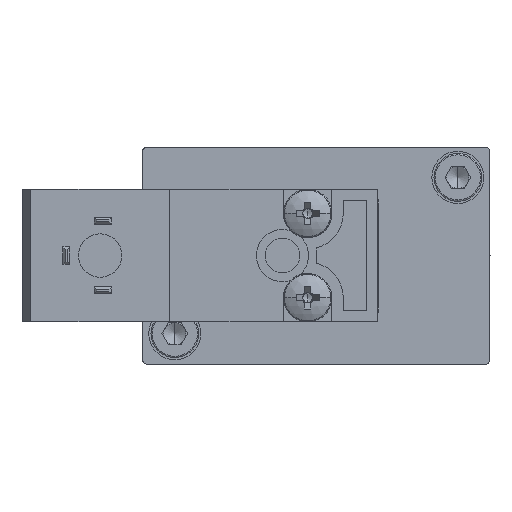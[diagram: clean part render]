
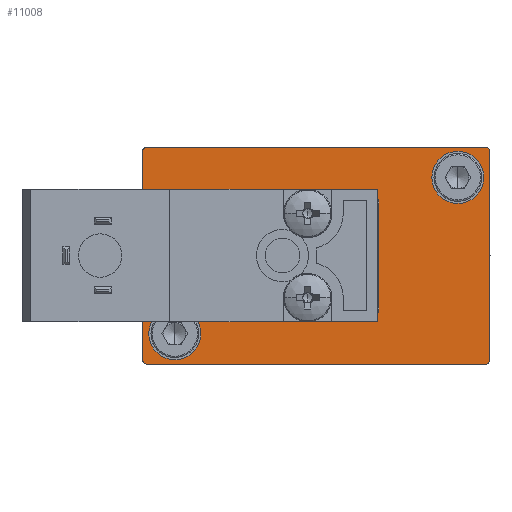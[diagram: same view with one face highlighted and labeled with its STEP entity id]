
A CAD part, left-side view. The second image highlights one B-rep face of the part: STEP entity #11008.
In plain terms, the highlighted planar face has unit normal (-1, 0, 0).
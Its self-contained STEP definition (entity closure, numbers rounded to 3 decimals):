
#61 = AXIS2_PLACEMENT_3D ( 'NONE', #5849, #9292, #18810 ) ;
#193 = CARTESIAN_POINT ( 'NONE',  ( -40.4, 39.5, 25. ) ) ;
#512 = ORIENTED_EDGE ( 'NONE', *, *, #18170, .T. ) ;
#618 = AXIS2_PLACEMENT_3D ( 'NONE', #20226, #10427, #12029 ) ;
#912 = EDGE_CURVE ( 'NONE', #18902, #2227, #16253, .T. ) ;
#922 = LINE ( 'NONE', #20294, #13302 ) ;
#941 = VECTOR ( 'NONE', #1868, 1000. ) ;
#1204 = CARTESIAN_POINT ( 'NONE',  ( -40.4, 0.5, 0. ) ) ;
#1312 = ORIENTED_EDGE ( 'NONE', *, *, #5770, .F. ) ;
#1515 = ORIENTED_EDGE ( 'NONE', *, *, #18713, .F. ) ;
#1694 = CIRCLE ( 'NONE', #13734, 0.5 ) ;
#1868 = DIRECTION ( 'NONE',  ( 0., -1., 0. ) ) ;
#1889 = DIRECTION ( 'NONE',  ( 0., 0., 1. ) ) ;
#2159 = CARTESIAN_POINT ( 'NONE',  ( -40.4, 23.5, 12.5 ) ) ;
#2227 = VERTEX_POINT ( 'NONE', #15052 ) ;
#2306 = EDGE_LOOP ( 'NONE', ( #7255, #16156, #10540, #14043, #1515, #12544, #14583, #512, #9592, #4716, #7532, #15096 ) ) ;
#2621 = CARTESIAN_POINT ( 'NONE',  ( -40.4, 3.7, 21.5 ) ) ;
#2636 = LINE ( 'NONE', #6578, #4673 ) ;
#2856 = EDGE_CURVE ( 'NONE', #12273, #6482, #8009, .T. ) ;
#3236 = CARTESIAN_POINT ( 'NONE',  ( -40.4, 0., 0. ) ) ;
#3245 = DIRECTION ( 'NONE',  ( 0., 0., -1. ) ) ;
#3380 = CARTESIAN_POINT ( 'NONE',  ( -40.4, 0., 0. ) ) ;
#3422 = ORIENTED_EDGE ( 'NONE', *, *, #912, .F. ) ;
#3524 = VERTEX_POINT ( 'NONE', #11332 ) ;
#3619 = DIRECTION ( 'NONE',  ( -1., 0., 0. ) ) ;
#3952 = EDGE_CURVE ( 'NONE', #3524, #14103, #2636, .T. ) ;
#4013 = CARTESIAN_POINT ( 'NONE',  ( -40.4, 40., 11.5 ) ) ;
#4044 = CARTESIAN_POINT ( 'NONE',  ( -40.4, 3.7, 24.5 ) ) ;
#4339 = FACE_OUTER_BOUND ( 'NONE', #2306, .T. ) ;
#4386 = CARTESIAN_POINT ( 'NONE',  ( -40.4, 0.5, 24.5 ) ) ;
#4673 = VECTOR ( 'NONE', #14675, 1000. ) ;
#4716 = ORIENTED_EDGE ( 'NONE', *, *, #6759, .F. ) ;
#4773 = LINE ( 'NONE', #18161, #941 ) ;
#4840 = VERTEX_POINT ( 'NONE', #9202 ) ;
#4898 = CARTESIAN_POINT ( 'NONE',  ( -40.4, 36.3, 3.5 ) ) ;
#4928 = DIRECTION ( 'NONE',  ( 0., 0., -1. ) ) ;
#5148 = CARTESIAN_POINT ( 'NONE',  ( -40.4, 40., 24.5 ) ) ;
#5186 = DIRECTION ( 'NONE',  ( 0., 0., -1. ) ) ;
#5431 = DIRECTION ( 'NONE',  ( 0., 0., -1. ) ) ;
#5770 = EDGE_CURVE ( 'NONE', #20274, #20649, #6083, .T. ) ;
#5849 = CARTESIAN_POINT ( 'NONE',  ( -40.4, 39.5, 0.5 ) ) ;
#6083 = CIRCLE ( 'NONE', #618, 3. ) ;
#6087 = VERTEX_POINT ( 'NONE', #1204 ) ;
#6161 = DIRECTION ( 'NONE',  ( 0., 0., -1. ) ) ;
#6438 = EDGE_CURVE ( 'NONE', #16723, #16888, #12805, .T. ) ;
#6482 = VERTEX_POINT ( 'NONE', #15773 ) ;
#6578 = CARTESIAN_POINT ( 'NONE',  ( -40.4, 40., 0. ) ) ;
#6584 = VERTEX_POINT ( 'NONE', #16861 ) ;
#6662 = DIRECTION ( 'NONE',  ( 0., 0., -1. ) ) ;
#6665 = DIRECTION ( 'NONE',  ( -1., 0., 0. ) ) ;
#6759 = EDGE_CURVE ( 'NONE', #7408, #3524, #922, .T. ) ;
#7031 = AXIS2_PLACEMENT_3D ( 'NONE', #14445, #7972, #4928 ) ;
#7255 = ORIENTED_EDGE ( 'NONE', *, *, #19791, .F. ) ;
#7408 = VERTEX_POINT ( 'NONE', #12931 ) ;
#7467 = CARTESIAN_POINT ( 'NONE',  ( -40.4, 36.3, 6.5 ) ) ;
#7532 = ORIENTED_EDGE ( 'NONE', *, *, #14853, .F. ) ;
#7697 = EDGE_LOOP ( 'NONE', ( #11196, #1312 ) ) ;
#7960 = VECTOR ( 'NONE', #17795, 1000. ) ;
#7972 = DIRECTION ( 'NONE',  ( -1., 0., 0. ) ) ;
#7981 = EDGE_CURVE ( 'NONE', #11259, #4840, #4773, .T. ) ;
#8009 = LINE ( 'NONE', #9900, #16065 ) ;
#8013 = VERTEX_POINT ( 'NONE', #18451 ) ;
#8592 = AXIS2_PLACEMENT_3D ( 'NONE', #4898, #11322, #3245 ) ;
#9140 = AXIS2_PLACEMENT_3D ( 'NONE', #2159, #18173, #5431 ) ;
#9179 = ORIENTED_EDGE ( 'NONE', *, *, #20522, .F. ) ;
#9202 = CARTESIAN_POINT ( 'NONE',  ( -40.4, 23.5, 11.5 ) ) ;
#9292 = DIRECTION ( 'NONE',  ( -1., 0., 0. ) ) ;
#9592 = ORIENTED_EDGE ( 'NONE', *, *, #3952, .F. ) ;
#9638 = AXIS2_PLACEMENT_3D ( 'NONE', #17520, #19354, #16101 ) ;
#9753 = PLANE ( 'NONE',  #18339 ) ;
#9848 = CIRCLE ( 'NONE', #9140, 1. ) ;
#9900 = CARTESIAN_POINT ( 'NONE',  ( -40.4, 40., 25. ) ) ;
#10154 = CARTESIAN_POINT ( 'NONE',  ( -40.4, 3.7, 18.5 ) ) ;
#10427 = DIRECTION ( 'NONE',  ( -1., 0., 0. ) ) ;
#10478 = EDGE_LOOP ( 'NONE', ( #9179, #3422 ) ) ;
#10540 = ORIENTED_EDGE ( 'NONE', *, *, #14234, .F. ) ;
#10570 = DIRECTION ( 'NONE',  ( -1., 0., 0. ) ) ;
#10850 = FACE_BOUND ( 'NONE', #7697, .T. ) ;
#10955 = CIRCLE ( 'NONE', #20736, 3. ) ;
#10958 = LINE ( 'NONE', #3236, #11961 ) ;
#11008 = ADVANCED_FACE ( 'NONE', ( #10850, #12366, #4339 ), #9753, .T. ) ;
#11196 = ORIENTED_EDGE ( 'NONE', *, *, #13811, .F. ) ;
#11248 = CIRCLE ( 'NONE', #7031, 0.5 ) ;
#11259 = VERTEX_POINT ( 'NONE', #4013 ) ;
#11322 = DIRECTION ( 'NONE',  ( -1., 0., 0. ) ) ;
#11332 = CARTESIAN_POINT ( 'NONE',  ( -40.4, 40., 13.5 ) ) ;
#11961 = VECTOR ( 'NONE', #6662, 1000. ) ;
#12029 = DIRECTION ( 'NONE',  ( 0., 0., -1. ) ) ;
#12273 = VERTEX_POINT ( 'NONE', #193 ) ;
#12304 = DIRECTION ( 'NONE',  ( -1., 0., 0. ) ) ;
#12330 = CARTESIAN_POINT ( 'NONE',  ( -40.4, 39.5, 0. ) ) ;
#12366 = FACE_BOUND ( 'NONE', #10478, .T. ) ;
#12544 = ORIENTED_EDGE ( 'NONE', *, *, #17336, .T. ) ;
#12805 = CIRCLE ( 'NONE', #61, 0.5 ) ;
#12904 = CARTESIAN_POINT ( 'NONE',  ( -40.4, 40., 0. ) ) ;
#12931 = CARTESIAN_POINT ( 'NONE',  ( -40.4, 23.5, 13.5 ) ) ;
#13141 = DIRECTION ( 'NONE',  ( 0., -1., 0. ) ) ;
#13168 = CARTESIAN_POINT ( 'NONE',  ( -40.4, 40., 0. ) ) ;
#13302 = VECTOR ( 'NONE', #15534, 1000. ) ;
#13734 = AXIS2_PLACEMENT_3D ( 'NONE', #4386, #12304, #6161 ) ;
#13811 = EDGE_CURVE ( 'NONE', #20649, #20274, #10955, .T. ) ;
#14043 = ORIENTED_EDGE ( 'NONE', *, *, #17655, .T. ) ;
#14103 = VERTEX_POINT ( 'NONE', #5148 ) ;
#14234 = EDGE_CURVE ( 'NONE', #6087, #16888, #20349, .T. ) ;
#14445 = CARTESIAN_POINT ( 'NONE',  ( -40.4, 0.5, 0.5 ) ) ;
#14498 = VECTOR ( 'NONE', #1889, 1000. ) ;
#14583 = ORIENTED_EDGE ( 'NONE', *, *, #2856, .F. ) ;
#14675 = DIRECTION ( 'NONE',  ( 0., 0., 1. ) ) ;
#14853 = EDGE_CURVE ( 'NONE', #4840, #7408, #9848, .T. ) ;
#15052 = CARTESIAN_POINT ( 'NONE',  ( -40.4, 36.3, 0.5 ) ) ;
#15096 = ORIENTED_EDGE ( 'NONE', *, *, #7981, .F. ) ;
#15208 = CARTESIAN_POINT ( 'NONE',  ( -40.4, 40., 0.5 ) ) ;
#15534 = DIRECTION ( 'NONE',  ( 0., 1., 0. ) ) ;
#15773 = CARTESIAN_POINT ( 'NONE',  ( -40.4, 0.5, 25. ) ) ;
#16065 = VECTOR ( 'NONE', #13141, 1000. ) ;
#16101 = DIRECTION ( 'NONE',  ( 0., 0., -1. ) ) ;
#16156 = ORIENTED_EDGE ( 'NONE', *, *, #6438, .T. ) ;
#16253 = CIRCLE ( 'NONE', #9638, 3. ) ;
#16723 = VERTEX_POINT ( 'NONE', #15208 ) ;
#16861 = CARTESIAN_POINT ( 'NONE',  ( -40.4, 0., 0.5 ) ) ;
#16888 = VERTEX_POINT ( 'NONE', #12330 ) ;
#17336 = EDGE_CURVE ( 'NONE', #8013, #6482, #1694, .T. ) ;
#17520 = CARTESIAN_POINT ( 'NONE',  ( -40.4, 36.3, 3.5 ) ) ;
#17655 = EDGE_CURVE ( 'NONE', #6087, #6584, #11248, .T. ) ;
#17795 = DIRECTION ( 'NONE',  ( 0., 1., 0. ) ) ;
#18161 = CARTESIAN_POINT ( 'NONE',  ( -40.4, 0., 11.5 ) ) ;
#18170 = EDGE_CURVE ( 'NONE', #12273, #14103, #20137, .T. ) ;
#18173 = DIRECTION ( 'NONE',  ( -1., 0., 0. ) ) ;
#18339 = AXIS2_PLACEMENT_3D ( 'NONE', #3380, #6665, #19558 ) ;
#18451 = CARTESIAN_POINT ( 'NONE',  ( -40.4, 0., 24.5 ) ) ;
#18713 = EDGE_CURVE ( 'NONE', #8013, #6584, #10958, .T. ) ;
#18810 = DIRECTION ( 'NONE',  ( 0., 0., -1. ) ) ;
#18902 = VERTEX_POINT ( 'NONE', #7467 ) ;
#18923 = DIRECTION ( 'NONE',  ( 0., 0., -1. ) ) ;
#19354 = DIRECTION ( 'NONE',  ( -1., 0., 0. ) ) ;
#19558 = DIRECTION ( 'NONE',  ( 0., 0., -1. ) ) ;
#19730 = AXIS2_PLACEMENT_3D ( 'NONE', #19802, #3619, #5186 ) ;
#19771 = CIRCLE ( 'NONE', #8592, 3. ) ;
#19791 = EDGE_CURVE ( 'NONE', #16723, #11259, #20595, .T. ) ;
#19802 = CARTESIAN_POINT ( 'NONE',  ( -40.4, 39.5, 24.5 ) ) ;
#20137 = CIRCLE ( 'NONE', #19730, 0.5 ) ;
#20226 = CARTESIAN_POINT ( 'NONE',  ( -40.4, 3.7, 21.5 ) ) ;
#20274 = VERTEX_POINT ( 'NONE', #4044 ) ;
#20294 = CARTESIAN_POINT ( 'NONE',  ( -40.4, 23.5, 13.5 ) ) ;
#20349 = LINE ( 'NONE', #12904, #7960 ) ;
#20522 = EDGE_CURVE ( 'NONE', #2227, #18902, #19771, .T. ) ;
#20595 = LINE ( 'NONE', #13168, #14498 ) ;
#20649 = VERTEX_POINT ( 'NONE', #10154 ) ;
#20736 = AXIS2_PLACEMENT_3D ( 'NONE', #2621, #10570, #18923 ) ;
